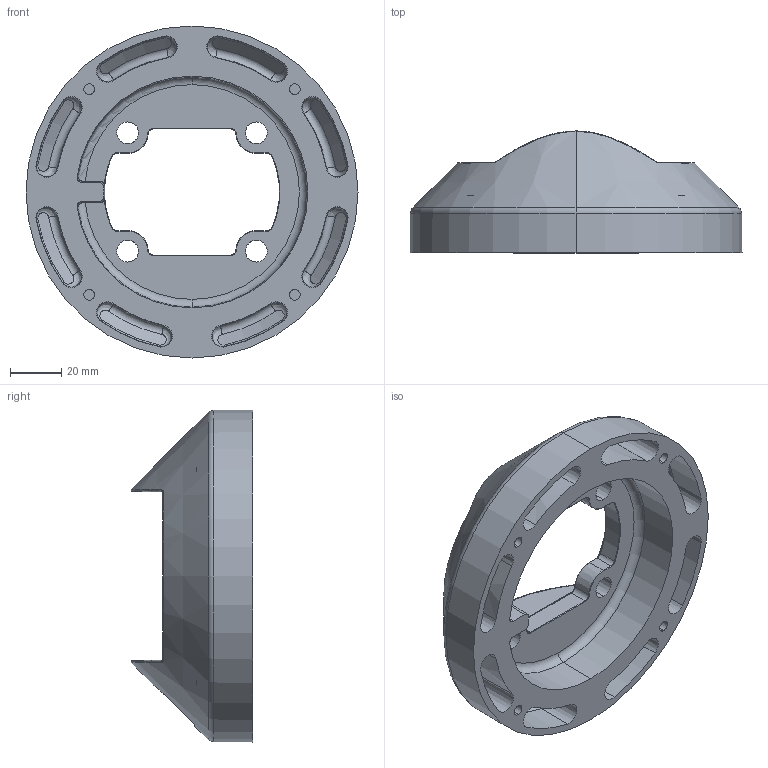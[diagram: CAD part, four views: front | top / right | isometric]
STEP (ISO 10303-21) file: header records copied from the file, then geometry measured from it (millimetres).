
FILE_DESCRIPTION (( 'STEP AP214' ), '1' );
FILE_NAME ('49477303.STEP', '2012-03-02T06:42:02', ( ' ' ), ( '' ), 'SwSTEP 2.0', 'SolidWorks 2011', '' );
FILE_SCHEMA (( 'AUTOMOTIVE_DESIGN' ));
Length unit declared in the file: millimetre
Products named in the file (3): 82398; 12809; 49477303
Assembly tree (2 placements, depth 2):
  49477303
    12809
    82398
Bounding box: 129 x 47.25 x 129 mm (x, y, z)
Volume: 177592.2 mm3; surface area: 57692.1 mm2
Topology: 2 solids, 2 shells, 265 faces, 618 edges, 362 vertices
Faces by surface type: cone 75, torus 71, bspline 58, cylinder 32, plane 29
Entity records: 11671 total; most frequent: CARTESIAN_POINT 5770, DIRECTION 1251, ORIENTED_EDGE 1220, EDGE_CURVE 610, AXIS2_PLACEMENT_3D 557, VERTEX_POINT 362, CIRCLE 345, EDGE_LOOP 290
